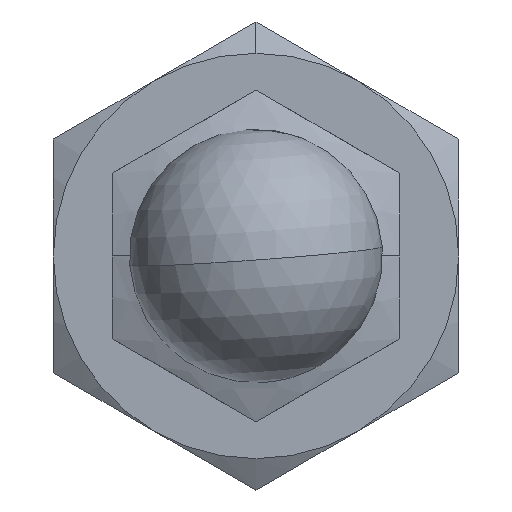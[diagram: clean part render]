
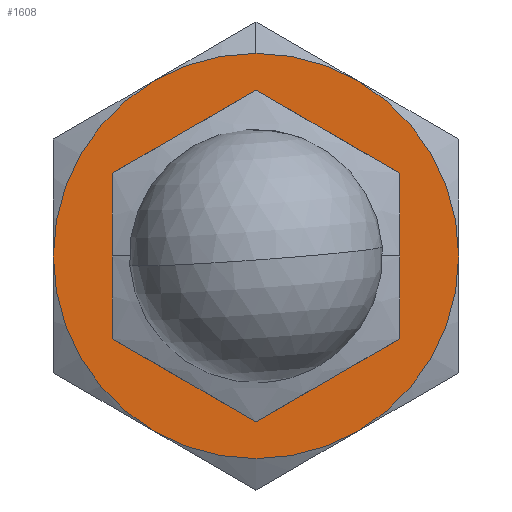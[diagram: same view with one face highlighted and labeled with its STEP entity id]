
A CAD part, front view. The second image highlights one B-rep face of the part: STEP entity #1608.
In plain terms, the highlighted planar face has unit normal (0, -1, 0).
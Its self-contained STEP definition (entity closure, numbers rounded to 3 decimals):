
#44 = CARTESIAN_POINT ( 'NONE',  ( 6., 69.089, 10.392 ) ) ;
#55 = ORIENTED_EDGE ( 'NONE', *, *, #204, .F. ) ;
#62 = DIRECTION ( 'NONE',  ( 0., 1., 0. ) ) ;
#93 = VERTEX_POINT ( 'NONE', #876 ) ;
#98 = VERTEX_POINT ( 'NONE', #1173 ) ;
#149 = DIRECTION ( 'NONE',  ( 0., 0., 1. ) ) ;
#176 = DIRECTION ( 'NONE',  ( 0., 1., 0. ) ) ;
#201 = CIRCLE ( 'NONE', #1704, 12. ) ;
#203 = CIRCLE ( 'NONE', #357, 12. ) ;
#204 = EDGE_CURVE ( 'NONE', #93, #629, #1830, .T. ) ;
#228 = CARTESIAN_POINT ( 'NONE',  ( 0., 69.089, 0. ) ) ;
#239 = EDGE_CURVE ( 'NONE', #1619, #98, #1849, .T. ) ;
#249 = DIRECTION ( 'NONE',  ( 0., -1., 0. ) ) ;
#278 = ORIENTED_EDGE ( 'NONE', *, *, #513, .F. ) ;
#286 = CARTESIAN_POINT ( 'NONE',  ( 0., 69.089, 0. ) ) ;
#287 = CARTESIAN_POINT ( 'NONE',  ( 0., 69.089, 0. ) ) ;
#297 = DIRECTION ( 'NONE',  ( 0., 0., -1. ) ) ;
#330 = ORIENTED_EDGE ( 'NONE', *, *, #1315, .F. ) ;
#339 = CARTESIAN_POINT ( 'NONE',  ( 0., 69.089, 0. ) ) ;
#343 = DIRECTION ( 'NONE',  ( 0., 0., 1. ) ) ;
#357 = AXIS2_PLACEMENT_3D ( 'NONE', #339, #1388, #343 ) ;
#359 = CARTESIAN_POINT ( 'NONE',  ( -6., 69.089, 10.392 ) ) ;
#363 = EDGE_LOOP ( 'NONE', ( #1093, #1670, #1939, #1423, #944, #330, #1715 ) ) ;
#368 = CIRCLE ( 'NONE', #1251, 12. ) ;
#435 = DIRECTION ( 'NONE',  ( 0., 1., 0. ) ) ;
#456 = AXIS2_PLACEMENT_3D ( 'NONE', #611, #1675, #760 ) ;
#473 = AXIS2_PLACEMENT_3D ( 'NONE', #1184, #176, #1818 ) ;
#498 = AXIS2_PLACEMENT_3D ( 'NONE', #286, #435, #746 ) ;
#513 = EDGE_CURVE ( 'NONE', #629, #93, #719, .T. ) ;
#514 = VERTEX_POINT ( 'NONE', #1145 ) ;
#553 = DIRECTION ( 'NONE',  ( 0., 0., -1. ) ) ;
#611 = CARTESIAN_POINT ( 'NONE',  ( 0., 69.089, 13.856 ) ) ;
#623 = EDGE_CURVE ( 'NONE', #1689, #514, #1696, .T. ) ;
#629 = VERTEX_POINT ( 'NONE', #1053 ) ;
#658 = AXIS2_PLACEMENT_3D ( 'NONE', #1469, #249, #553 ) ;
#680 = DIRECTION ( 'NONE',  ( 0., 0., 1. ) ) ;
#701 = CARTESIAN_POINT ( 'NONE',  ( -12., 69.089, 0. ) ) ;
#719 = CIRCLE ( 'NONE', #658, 8. ) ;
#743 = FACE_OUTER_BOUND ( 'NONE', #363, .T. ) ;
#746 = DIRECTION ( 'NONE',  ( 0., 0., 1. ) ) ;
#760 = DIRECTION ( 'NONE',  ( 0., 0., 1. ) ) ;
#769 = FACE_BOUND ( 'NONE', #1403, .T. ) ;
#798 = CARTESIAN_POINT ( 'NONE',  ( 12., 69.089, 0. ) ) ;
#802 = AXIS2_PLACEMENT_3D ( 'NONE', #287, #1514, #297 ) ;
#816 = CIRCLE ( 'NONE', #498, 12. ) ;
#876 = CARTESIAN_POINT ( 'NONE',  ( 0., 69.089, -8. ) ) ;
#898 = DIRECTION ( 'NONE',  ( 0., 1., 0. ) ) ;
#944 = ORIENTED_EDGE ( 'NONE', *, *, #623, .F. ) ;
#997 = AXIS2_PLACEMENT_3D ( 'NONE', #1794, #898, #149 ) ;
#1053 = CARTESIAN_POINT ( 'NONE',  ( 0., 69.089, 8. ) ) ;
#1071 = EDGE_CURVE ( 'NONE', #1846, #1847, #1752, .T. ) ;
#1093 = ORIENTED_EDGE ( 'NONE', *, *, #1298, .F. ) ;
#1145 = CARTESIAN_POINT ( 'NONE',  ( 0., 69.089, 12. ) ) ;
#1173 = CARTESIAN_POINT ( 'NONE',  ( 6., 69.089, -10.392 ) ) ;
#1184 = CARTESIAN_POINT ( 'NONE',  ( 0., 69.089, 0. ) ) ;
#1203 = EDGE_CURVE ( 'NONE', #514, #1642, #816, .T. ) ;
#1226 = AXIS2_PLACEMENT_3D ( 'NONE', #228, #1293, #680 ) ;
#1230 = DIRECTION ( 'NONE',  ( 0., 1., 0. ) ) ;
#1251 = AXIS2_PLACEMENT_3D ( 'NONE', #1839, #1230, #1433 ) ;
#1256 = CARTESIAN_POINT ( 'NONE',  ( 0., 69.089, 0. ) ) ;
#1270 = CARTESIAN_POINT ( 'NONE',  ( -6., 69.089, -10.392 ) ) ;
#1293 = DIRECTION ( 'NONE',  ( 0., 1., 0. ) ) ;
#1298 = EDGE_CURVE ( 'NONE', #98, #1846, #203, .T. ) ;
#1315 = EDGE_CURVE ( 'NONE', #1847, #1689, #368, .T. ) ;
#1388 = DIRECTION ( 'NONE',  ( 0., 1., 0. ) ) ;
#1403 = EDGE_LOOP ( 'NONE', ( #55, #278 ) ) ;
#1423 = ORIENTED_EDGE ( 'NONE', *, *, #1203, .F. ) ;
#1430 = DIRECTION ( 'NONE',  ( 0., 0., 1. ) ) ;
#1433 = DIRECTION ( 'NONE',  ( 0., 0., 1. ) ) ;
#1469 = CARTESIAN_POINT ( 'NONE',  ( 0., 69.089, 0. ) ) ;
#1514 = DIRECTION ( 'NONE',  ( 0., -1., 0. ) ) ;
#1516 = PLANE ( 'NONE',  #456 ) ;
#1608 = ADVANCED_FACE ( 'NONE', ( #743, #769 ), #1516, .F. ) ;
#1619 = VERTEX_POINT ( 'NONE', #798 ) ;
#1642 = VERTEX_POINT ( 'NONE', #44 ) ;
#1670 = ORIENTED_EDGE ( 'NONE', *, *, #239, .F. ) ;
#1675 = DIRECTION ( 'NONE',  ( 0., 1., 0. ) ) ;
#1689 = VERTEX_POINT ( 'NONE', #359 ) ;
#1696 = CIRCLE ( 'NONE', #473, 12. ) ;
#1704 = AXIS2_PLACEMENT_3D ( 'NONE', #1256, #62, #1430 ) ;
#1715 = ORIENTED_EDGE ( 'NONE', *, *, #1071, .F. ) ;
#1752 = CIRCLE ( 'NONE', #1226, 12. ) ;
#1791 = EDGE_CURVE ( 'NONE', #1642, #1619, #201, .T. ) ;
#1794 = CARTESIAN_POINT ( 'NONE',  ( 0., 69.089, 0. ) ) ;
#1818 = DIRECTION ( 'NONE',  ( 0., 0., 1. ) ) ;
#1830 = CIRCLE ( 'NONE', #802, 8. ) ;
#1839 = CARTESIAN_POINT ( 'NONE',  ( 0., 69.089, 0. ) ) ;
#1846 = VERTEX_POINT ( 'NONE', #1270 ) ;
#1847 = VERTEX_POINT ( 'NONE', #701 ) ;
#1849 = CIRCLE ( 'NONE', #997, 12. ) ;
#1939 = ORIENTED_EDGE ( 'NONE', *, *, #1791, .F. ) ;
